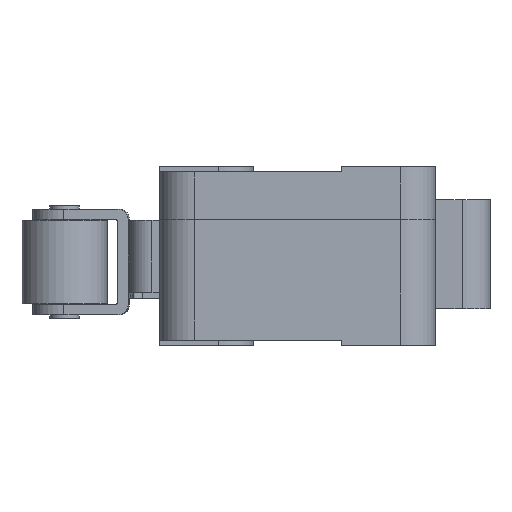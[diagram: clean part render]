
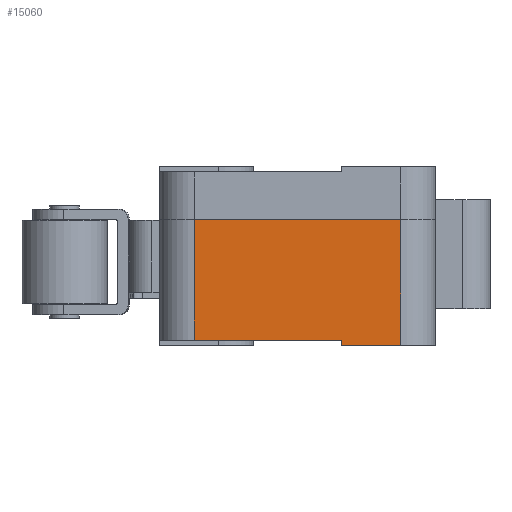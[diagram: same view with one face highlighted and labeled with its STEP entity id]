
A CAD part, left-side view. The second image highlights one B-rep face of the part: STEP entity #15060.
In plain terms, the highlighted planar face has unit normal (-1, 0, 0).
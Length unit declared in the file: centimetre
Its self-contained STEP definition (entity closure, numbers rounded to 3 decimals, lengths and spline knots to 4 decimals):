
#1699=FACE_OUTER_BOUND('',#2559,.T.);
#2559=EDGE_LOOP('',(#13724,#13725,#13726,#13727,#13728,#13729));
#3689=LINE('',#24478,#5310);
#4157=LINE('',#27325,#5778);
#4161=LINE('',#27335,#5782);
#4167=LINE('',#27349,#5788);
#4170=LINE('',#27355,#5791);
#4184=LINE('',#27388,#5805);
#5310=VECTOR('',#17758,1.);
#5778=VECTOR('',#18780,1.);
#5782=VECTOR('',#18788,1.);
#5788=VECTOR('',#18806,1.);
#5791=VECTOR('',#18815,1.);
#5805=VECTOR('',#18857,1.);
#6936=VERTEX_POINT('',#24468);
#6938=VERTEX_POINT('',#24477);
#7230=VERTEX_POINT('',#27321);
#7231=VERTEX_POINT('',#27323);
#7235=VERTEX_POINT('',#27334);
#7237=VERTEX_POINT('',#27347);
#8761=EDGE_CURVE('',#6938,#6936,#3689,.T.);
#9379=EDGE_CURVE('',#7230,#7231,#4157,.T.);
#9384=EDGE_CURVE('',#7235,#7230,#4161,.T.);
#9392=EDGE_CURVE('',#7237,#7231,#4167,.T.);
#9395=EDGE_CURVE('',#7235,#6936,#4170,.T.);
#9411=EDGE_CURVE('',#7237,#6938,#4184,.T.);
#13724=ORIENTED_EDGE('',*,*,#8761,.T.);
#13725=ORIENTED_EDGE('',*,*,#9395,.F.);
#13726=ORIENTED_EDGE('',*,*,#9384,.T.);
#13727=ORIENTED_EDGE('',*,*,#9379,.T.);
#13728=ORIENTED_EDGE('',*,*,#9392,.F.);
#13729=ORIENTED_EDGE('',*,*,#9411,.T.);
#14268=PLANE('',#15796);
#15060=ADVANCED_FACE('',(#1699),#14268,.T.);
#15796=AXIS2_PLACEMENT_3D('',#27387,#18855,#18856);
#17758=DIRECTION('',(0.,1.,0.));
#18780=DIRECTION('',(0.,0.,-1.));
#18788=DIRECTION('',(0.,-1.,0.));
#18806=DIRECTION('',(0.,1.,0.));
#18815=DIRECTION('',(0.,0.,1.));
#18855=DIRECTION('center_axis',(-1.,0.,0.));
#18856=DIRECTION('ref_axis',(0.,0.,1.));
#18857=DIRECTION('',(0.,0.,1.));
#24468=CARTESIAN_POINT('',(-2.89,0.6425,0.725));
#24477=CARTESIAN_POINT('',(-2.89,-0.5475,0.725));
#24478=CARTESIAN_POINT('',(-2.89,0.1475,0.725));
#27321=CARTESIAN_POINT('',(-2.89,-0.2075,0.03));
#27323=CARTESIAN_POINT('',(-2.89,-0.2075,0.));
#27325=CARTESIAN_POINT('',(-2.89,-0.2075,0.));
#27334=CARTESIAN_POINT('',(-2.89,0.6425,0.03));
#27335=CARTESIAN_POINT('',(-2.89,-0.246,0.03));
#27347=CARTESIAN_POINT('',(-2.89,-0.5475,0.));
#27349=CARTESIAN_POINT('',(-2.89,-0.5475,0.));
#27355=CARTESIAN_POINT('',(-2.89,0.6425,0.));
#27387=CARTESIAN_POINT('Origin',(-2.89,-0.5475,0.));
#27388=CARTESIAN_POINT('',(-2.89,-0.5475,0.));
